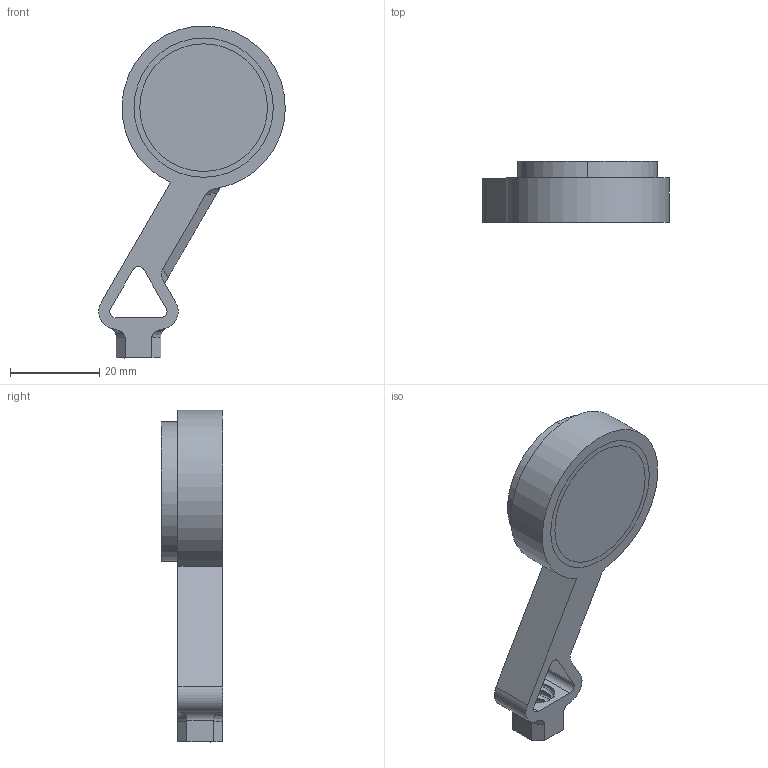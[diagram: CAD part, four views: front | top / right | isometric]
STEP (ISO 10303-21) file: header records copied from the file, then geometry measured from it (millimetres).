
FILE_DESCRIPTION (( 'STEP AP203' ), '1' );
FILE_NAME ('PetriDish_36mm.STEP', '2018-03-11T19:01:14', ( '' ), ( '' ), 'SwSTEP 2.0', 'SolidWorks 2014', '' );
FILE_SCHEMA (( 'CONFIG_CONTROL_DESIGN' ));
Length unit declared in the file: millimetre
Products named in the file (1): PetriDish_36mm
Bounding box: 41.8 x 13.7 x 74.35 mm (x, y, z)
Volume: 8228.7 mm3; surface area: 9107.7 mm2
Topology: 2 solids, 2 shells, 64 faces, 174 edges, 116 vertices
Faces by surface type: cylinder 27, plane 22, bspline 11, cone 4
Entity records: 8013 total; most frequent: CARTESIAN_POINT 6461, ORIENTED_EDGE 348, DIRECTION 250, EDGE_CURVE 174, VERTEX_POINT 116, AXIS2_PLACEMENT_3D 90, EDGE_LOOP 72, LINE 70
